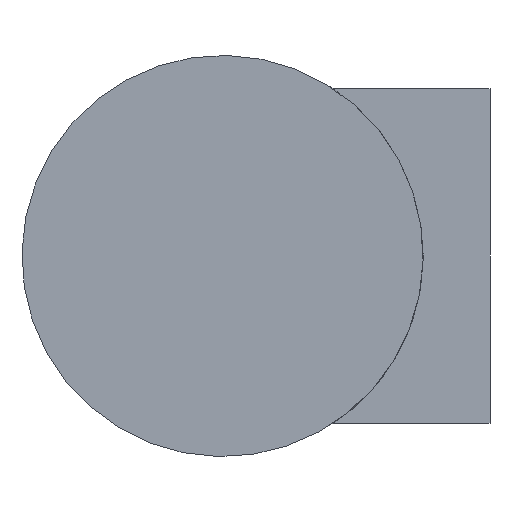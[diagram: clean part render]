
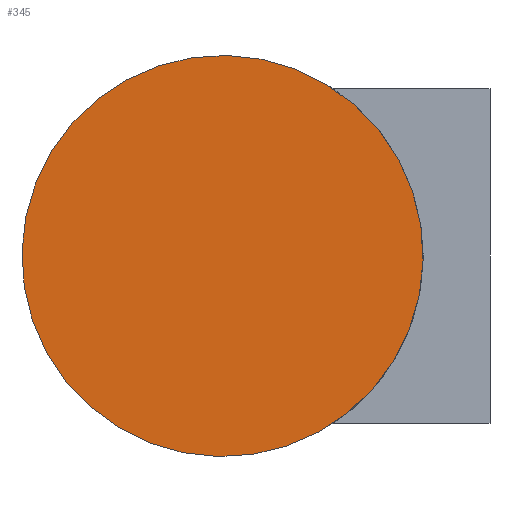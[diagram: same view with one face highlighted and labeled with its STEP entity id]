
A CAD part, front view. The second image highlights one B-rep face of the part: STEP entity #345.
In plain terms, the highlighted planar face has unit normal (0, -1, 0).
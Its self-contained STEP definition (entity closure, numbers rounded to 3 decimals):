
#322=CARTESIAN_POINT('Axis2P3D Location',(60.,-800.,0.)) ;
#327=CARTESIAN_POINT('Axis2P3D Location',(0.,-800.,0.)) ;
#331=CARTESIAN_POINT('Vertex',(52.655,-800.,28.766)) ;
#333=CARTESIAN_POINT('Vertex',(-52.655,-800.,-28.766)) ;
#336=CARTESIAN_POINT('Axis2P3D Location',(0.,-800.,0.)) ;
#323=DIRECTION('Axis2P3D Direction',(0.,-1.,0.)) ;
#324=DIRECTION('Axis2P3D XDirection',(1.,0.,0.)) ;
#328=DIRECTION('Axis2P3D Direction',(0.,-1.,0.)) ;
#337=DIRECTION('Axis2P3D Direction',(0.,-1.,0.)) ;
#325=AXIS2_PLACEMENT_3D('Plane Axis2P3D',#322,#323,#324) ;
#329=AXIS2_PLACEMENT_3D('Circle Axis2P3D',#327,#328,$) ;
#338=AXIS2_PLACEMENT_3D('Circle Axis2P3D',#336,#337,$) ;
#342=ORIENTED_EDGE('',*,*,#335,.T.) ;
#343=ORIENTED_EDGE('',*,*,#340,.T.) ;
#345=ADVANCED_FACE('',(#344),#326,.T.) ;
#330=CIRCLE('generated circle',#329,60.) ;
#339=CIRCLE('generated circle',#338,60.) ;
#335=EDGE_CURVE('',#332,#334,#330,.T.) ;
#340=EDGE_CURVE('',#334,#332,#339,.T.) ;
#341=EDGE_LOOP('',(#342,#343)) ;
#344=FACE_OUTER_BOUND('',#341,.T.) ;
#326=PLANE('Plane',#325) ;
#332=VERTEX_POINT('',#331) ;
#334=VERTEX_POINT('',#333) ;
